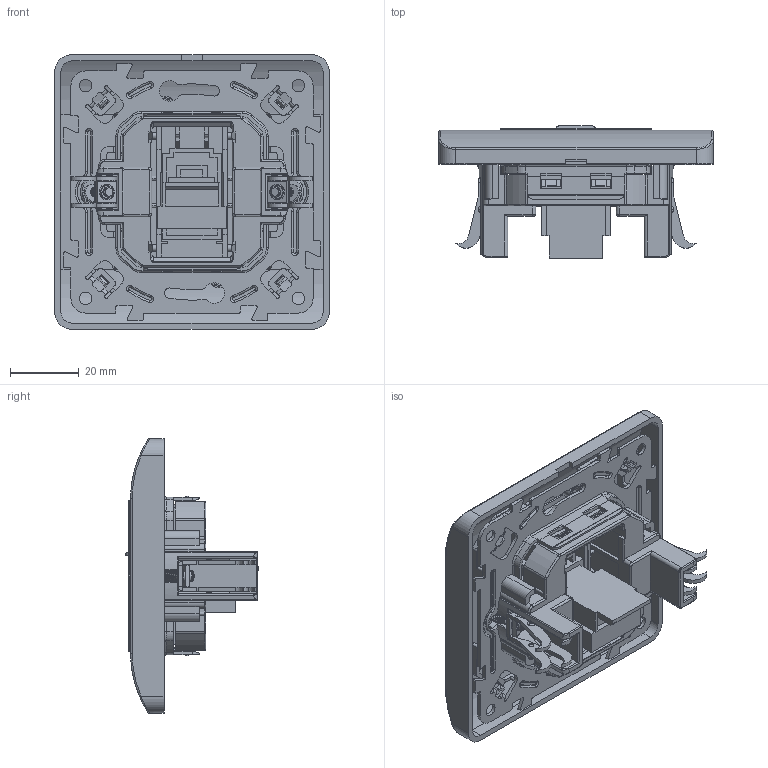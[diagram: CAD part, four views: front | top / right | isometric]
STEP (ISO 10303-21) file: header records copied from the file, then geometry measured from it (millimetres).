
FILE_DESCRIPTION((''),'2;1');
FILE_NAME('ASM0140_ASM','2024-01-25T',('wznwsJS'),(''),'PRO/ENGINEER BY PARAMETRIC TECHNOLOGY CORPORATION, 2008380','PRO/ENGINEER BY PARAMETRIC TECHNOLOGY CORPORATION, 2008380','');
FILE_SCHEMA(('CONFIG_CONTROL_DESIGN'));
Length unit declared in the file: millimetre
Products named in the file (13): U_DZ_ELETRIC_12; U_T_ZJ_12; KZ_U_2; AZLD_3; GNJ_U_ELECTRIC_ASM_4_ASM_ASM_ASM; PRT0564; MB_U_12_1; PRT0565; ASM0169_ASM; ASM0143_ASM; ASM0142_ASM; ASM0141_ASM; ASM0140_ASM
Assembly tree (16 placements, depth 7):
  ASM0140_ASM
    ASM0141_ASM
      ASM0142_ASM
        ASM0143_ASM
          ASM0169_ASM
            GNJ_U_ELECTRIC_ASM_4_ASM_ASM_ASM
              U_DZ_ELETRIC_12
              U_T_ZJ_12
              KZ_U_2  x4
              AZLD_3  x2
            PRT0564
            MB_U_12_1
            PRT0565
Bounding box: 80 x 38.5 x 80 mm (x, y, z)
Volume: 40810.1 mm3; surface area: 50638.8 mm2
Topology: 11 solids, 11 shells, 2264 faces, 6349 edges, 4130 vertices
Faces by surface type: plane 1227, cylinder 707, torus 182, bspline 88, cone 40, sphere 20
Entity records: 71748 total; most frequent: CARTESIAN_POINT 19134, ORIENTED_EDGE 11274, DIRECTION 10839, EDGE_CURVE 5637, AXIS2_PLACEMENT_3D 3689, VERTEX_POINT 3670, VECTOR 3461, LINE 3461
